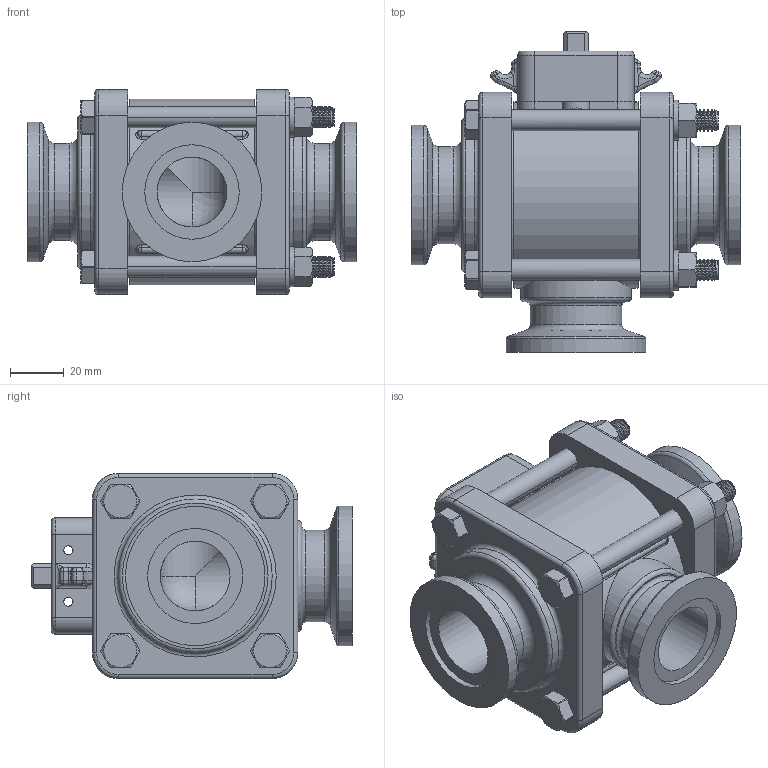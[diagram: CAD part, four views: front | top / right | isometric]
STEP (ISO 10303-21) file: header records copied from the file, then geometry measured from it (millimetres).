
FILE_DESCRIPTION(/* description */ ('1" EVX BL MANIFOLD VALVE'),/* implementation_level */ '2;1');
FILE_NAME(/* name */ 'MEVX100BLX.stp',/* time_stamp */ '2019-09-17T11:25:55-04:00',/* author */ ('CPM'),/* organization */ (''),/* preprocessor_version */ 'ST-DEVELOPER v17.2',/* originating_system */ 'Autodesk Inventor 2019',/* authorisation */ '');
FILE_SCHEMA (('AUTOMOTIVE_DESIGN { 1 0 10303 214 3 1 1 }'));
Length unit declared in the file: inch
Products named in the file (13): MEVX100BLX; MEVX10354AB; MEVX10354ABX; VE10355; VE10278A; V10278X; VE10264; V10117; V10118; V10119; VE10258A; EVP20151A; AQ206V
Assembly tree (24 placements, depth 3):
  MEVX100BLX
    MEVX10354AB
      MEVX10354ABX
    VE10355
    VE10278A  x2
      V10278X
    VE10264  x2
    V10117  x4
    V10118  x4
    V10119  x4
    VE10258A  x2
    EVP20151A
    AQ206V
Bounding box: 122.56 x 119.2 x 76.2 mm (x, y, z)
Volume: 365499.8 mm3; surface area: 124450.4 mm2
Topology: 22 solids, 22 shells, 1325 faces, 3053 edges, 1802 vertices
Faces by surface type: cylinder 528, cone 423, plane 222, torus 98, bspline 32, sphere 22
Full cylindrical faces by diameter (mm): 3.429 x4, 8.89 x8, 13.665 x1, 19.177 x2, 19.304 x1, 25.4 x1, 25.908 x9, 34.036 x1, 35.052 x1, 35.306 x2, 36.068 x2, 37.973 x2, 38.1 x2, 41.148 x1, 44.958 x2, 51.816 x3, 53.848 x1, 53.95 x2, 57.15 x2, 60.325 x2, 62.992 x2, 63.5 x2
Entity records: 21975 total; most frequent: CARTESIAN_POINT 7582, DIRECTION 3037, ORIENTED_EDGE 2856, EDGE_CURVE 1428, AXIS2_PLACEMENT_3D 1257, VERTEX_POINT 878, EDGE_LOOP 650, CIRCLE 619
